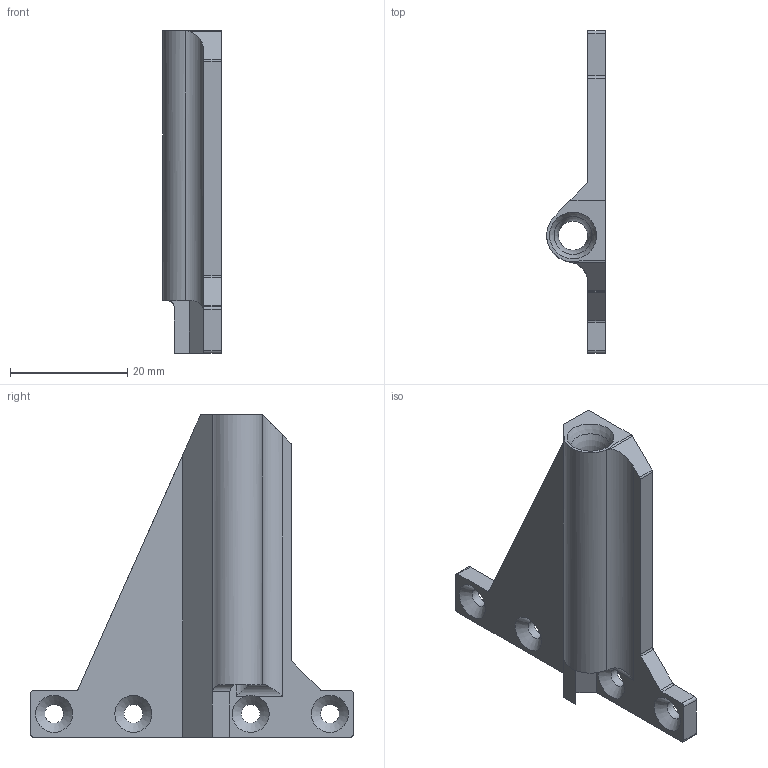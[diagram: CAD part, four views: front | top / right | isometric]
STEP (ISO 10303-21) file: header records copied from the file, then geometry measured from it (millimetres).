
FILE_DESCRIPTION(/* description */ (''),/* implementation_level */ '2;1');
FILE_NAME(/* name */ 'Hemera_Parking_Enclosed_Wing_Right_55mm.step',/* time_stamp */ '2020-05-05T11:27:18-04:00',/* author */ (''),/* organization */ (''),/* preprocessor_version */ 'ST-DEVELOPER v18.1',/* originating_system */ 'Autodesk Translation Framework v9.2.0.1227',/* authorisation */ '');
FILE_SCHEMA (('AUTOMOTIVE_DESIGN { 1 0 10303 214 3 1 1 }'));
Length unit declared in the file: millimetre
Products named in the file (1): Hemera_Parking_Enclosed_Wing_Right_55mm
Bounding box: 10 x 55 x 55 mm (x, y, z)
Volume: 7169.6 mm3; surface area: 5125.5 mm2
Topology: 1 solids, 1 shells, 45 faces, 136 edges, 91 vertices
Faces by surface type: plane 20, cylinder 19, cone 5, torus 1
Full cylindrical faces by diameter (mm): 3.2 x4, 5 x1
Entity records: 1643 total; most frequent: CARTESIAN_POINT 328, DIRECTION 273, ORIENTED_EDGE 272, EDGE_CURVE 136, AXIS2_PLACEMENT_3D 99, VERTEX_POINT 91, LINE 75, VECTOR 75
